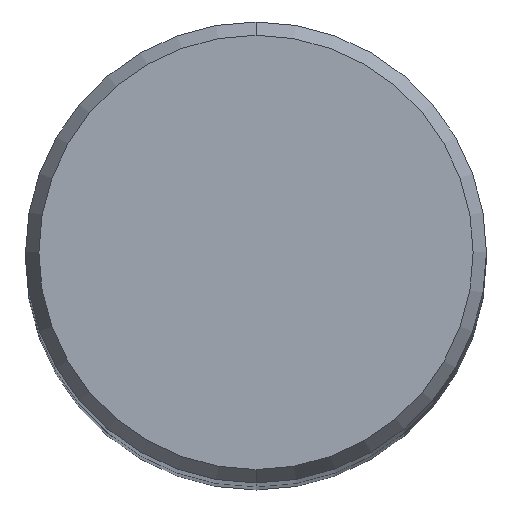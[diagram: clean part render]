
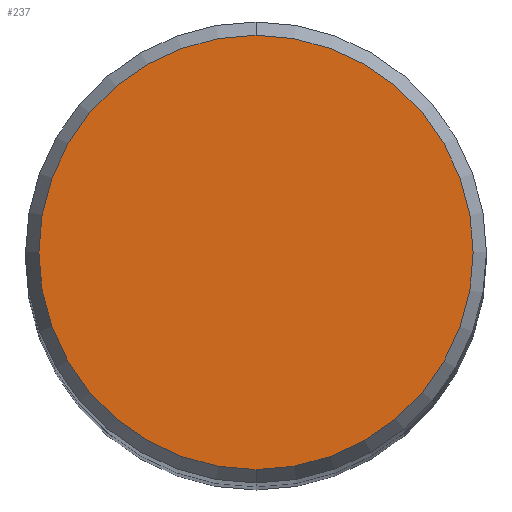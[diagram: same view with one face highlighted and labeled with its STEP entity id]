
A CAD part, top view. The second image highlights one B-rep face of the part: STEP entity #237.
In plain terms, the highlighted planar face has unit normal (0, 0, 1).
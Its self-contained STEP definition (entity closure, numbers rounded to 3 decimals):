
#151=VERTEX_POINT('',#402);
#237=ADVANCED_FACE('',(#496),#497,.T.);
#261=EDGE_CURVE('',#151,#319,#523,.T.);
#319=VERTEX_POINT('',#589);
#359=EDGE_CURVE('',#319,#151,#631,.T.);
#402=CARTESIAN_POINT('',(0.0,7.479,0.));
#496=FACE_OUTER_BOUND('',#890,.T.);
#497=PLANE('',#891);
#523=CIRCLE('',#959,7.479);
#589=CARTESIAN_POINT('',(0.,-7.479,0.));
#631=CIRCLE('',#1183,7.479);
#890=EDGE_LOOP('',(#1374,#1375));
#891=AXIS2_PLACEMENT_3D('',#1376,#1377,#1378);
#959=AXIS2_PLACEMENT_3D('',#1402,#1403,#1404);
#1183=AXIS2_PLACEMENT_3D('',#1535,#1536,#1537);
#1374=ORIENTED_EDGE('',*,*,#261,.F.);
#1375=ORIENTED_EDGE('',*,*,#359,.F.);
#1376=CARTESIAN_POINT('',(0.0,3.74,0.));
#1377=DIRECTION('',(-0.0,0.0,1.0));
#1378=DIRECTION('',(0.0,-1.0,0.0));
#1402=CARTESIAN_POINT('',(0.0,0.0,0.));
#1403=DIRECTION('',(0.0,0.0,-1.0));
#1404=DIRECTION('',(0.0,1.0,0.0));
#1535=CARTESIAN_POINT('',(0.0,0.0,0.));
#1536=DIRECTION('',(0.0,0.0,-1.0));
#1537=DIRECTION('',(0.0,1.0,0.0));
